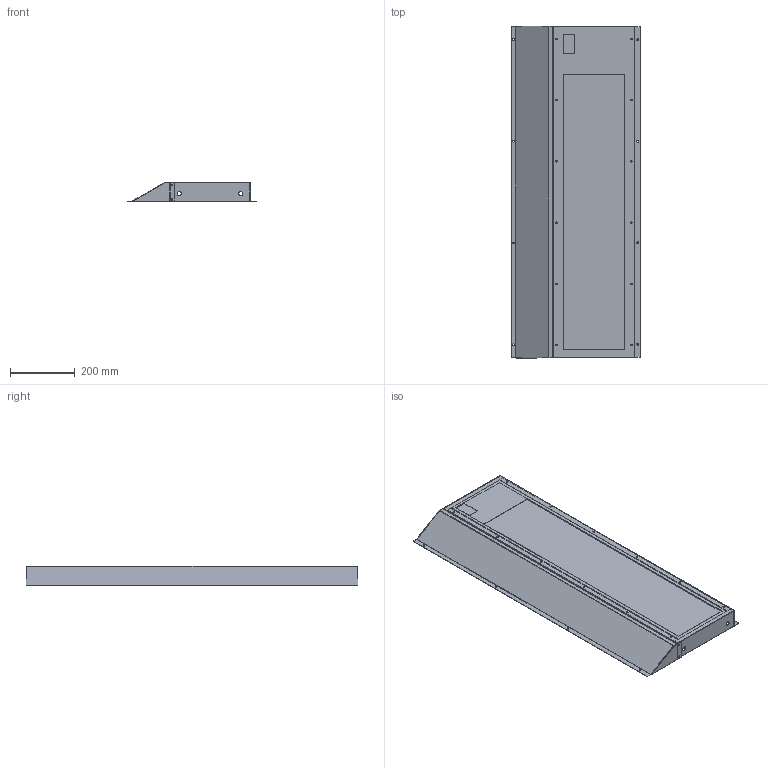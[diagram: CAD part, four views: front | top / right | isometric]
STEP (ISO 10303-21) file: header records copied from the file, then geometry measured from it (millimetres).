
FILE_DESCRIPTION (( 'STEP AP203' ), '1' );
FILE_NAME ('46004_LED_Leuchte_WAL_waagerecht.STEP', '2023-05-15T13:00:45', ( '' ), ( '' ), 'SwSTEP 2.0', 'SolidWorks 2019', '' );
FILE_SCHEMA (( 'CONFIG_CONTROL_DESIGN' ));
Products named in the file (1): 46004_LED_Leuchte_WAL_waagerecht
Bounding box: 400.99 x 1025 x 59.75 mm (x, y, z)
Surface area: 2244525.5 mm2 (no closed solid volume)
Topology: 0 solids, 15 shells, 3246 faces, 8558 edges, 5512 vertices
Faces by surface type: plane 1983, cylinder 850, bspline 265, cone 120, torus 20, sphere 8
Entity records: 116257 total; most frequent: CARTESIAN_POINT 37744, ORIENTED_EDGE 17016, DIRECTION 14941, EDGE_CURVE 8546, LINE 5727, VECTOR 5727, VERTEX_POINT 5512, AXIS2_PLACEMENT_3D 4607
